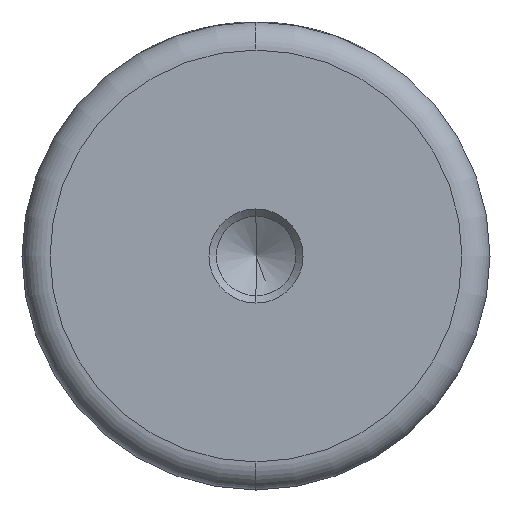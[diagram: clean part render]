
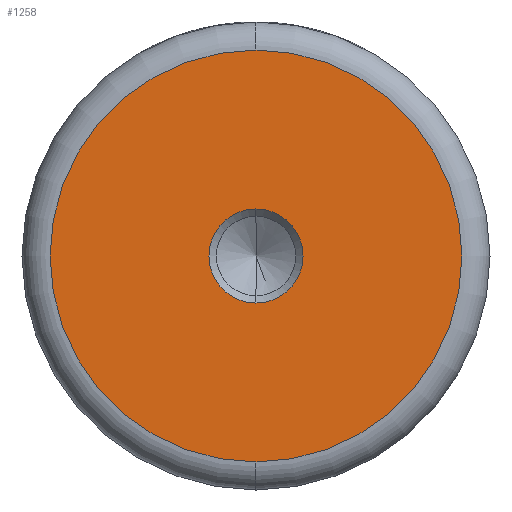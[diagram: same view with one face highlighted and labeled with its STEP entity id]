
A CAD part, left-side view. The second image highlights one B-rep face of the part: STEP entity #1258.
In plain terms, the highlighted planar face has unit normal (-1, 0, 0).
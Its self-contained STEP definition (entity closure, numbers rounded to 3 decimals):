
#10 = EDGE_CURVE ( 'NONE', #1500, #1487, #177, .T. ) ;
#20 = DIRECTION ( 'NONE',  ( -1., 0., 0. ) ) ;
#54 = CIRCLE ( 'NONE', #518, 22. ) ;
#83 = CARTESIAN_POINT ( 'NONE',  ( 0., 0., 22. ) ) ;
#177 = CIRCLE ( 'NONE', #674, 22. ) ;
#207 = CARTESIAN_POINT ( 'NONE',  ( 0., 0., 0. ) ) ;
#335 = DIRECTION ( 'NONE',  ( 0., 0., 1. ) ) ;
#369 = EDGE_CURVE ( 'NONE', #1487, #1500, #54, .T. ) ;
#386 = AXIS2_PLACEMENT_3D ( 'NONE', #1255, #704, #1483 ) ;
#410 = EDGE_LOOP ( 'NONE', ( #500, #1347 ) ) ;
#434 = EDGE_LOOP ( 'NONE', ( #577, #1169 ) ) ;
#439 = FACE_BOUND ( 'NONE', #410, .T. ) ;
#447 = EDGE_CURVE ( 'NONE', #835, #857, #1114, .T. ) ;
#500 = ORIENTED_EDGE ( 'NONE', *, *, #447, .F. ) ;
#518 = AXIS2_PLACEMENT_3D ( 'NONE', #1340, #675, #1456 ) ;
#538 = DIRECTION ( 'NONE',  ( -1., 0., 0. ) ) ;
#577 = ORIENTED_EDGE ( 'NONE', *, *, #369, .T. ) ;
#585 = PLANE ( 'NONE',  #386 ) ;
#646 = CARTESIAN_POINT ( 'NONE',  ( 0., 0., 5.025 ) ) ;
#674 = AXIS2_PLACEMENT_3D ( 'NONE', #744, #20, #855 ) ;
#675 = DIRECTION ( 'NONE',  ( -1., 0., 0. ) ) ;
#677 = AXIS2_PLACEMENT_3D ( 'NONE', #207, #1019, #335 ) ;
#704 = DIRECTION ( 'NONE',  ( -1., 0., 0. ) ) ;
#733 = FACE_OUTER_BOUND ( 'NONE', #434, .T. ) ;
#744 = CARTESIAN_POINT ( 'NONE',  ( 0., 0., 0. ) ) ;
#835 = VERTEX_POINT ( 'NONE', #646 ) ;
#843 = EDGE_CURVE ( 'NONE', #857, #835, #916, .T. ) ;
#855 = DIRECTION ( 'NONE',  ( 0., 0., 1. ) ) ;
#857 = VERTEX_POINT ( 'NONE', #1423 ) ;
#916 = CIRCLE ( 'NONE', #1254, 5.025 ) ;
#1019 = DIRECTION ( 'NONE',  ( -1., 0., 0. ) ) ;
#1028 = CARTESIAN_POINT ( 'NONE',  ( 0., 0., -22. ) ) ;
#1114 = CIRCLE ( 'NONE', #677, 5.025 ) ;
#1169 = ORIENTED_EDGE ( 'NONE', *, *, #10, .T. ) ;
#1219 = CARTESIAN_POINT ( 'NONE',  ( 0., 0., 0. ) ) ;
#1254 = AXIS2_PLACEMENT_3D ( 'NONE', #1219, #538, #1325 ) ;
#1255 = CARTESIAN_POINT ( 'NONE',  ( 0., 0., 0. ) ) ;
#1258 = ADVANCED_FACE ( 'NONE', ( #439, #733 ), #585, .T. ) ;
#1325 = DIRECTION ( 'NONE',  ( 0., 0., 1. ) ) ;
#1340 = CARTESIAN_POINT ( 'NONE',  ( 0., 0., 0. ) ) ;
#1347 = ORIENTED_EDGE ( 'NONE', *, *, #843, .F. ) ;
#1423 = CARTESIAN_POINT ( 'NONE',  ( 0., 0., -5.025 ) ) ;
#1456 = DIRECTION ( 'NONE',  ( 0., 0., 1. ) ) ;
#1483 = DIRECTION ( 'NONE',  ( 0., 0., 1. ) ) ;
#1487 = VERTEX_POINT ( 'NONE', #83 ) ;
#1500 = VERTEX_POINT ( 'NONE', #1028 ) ;
